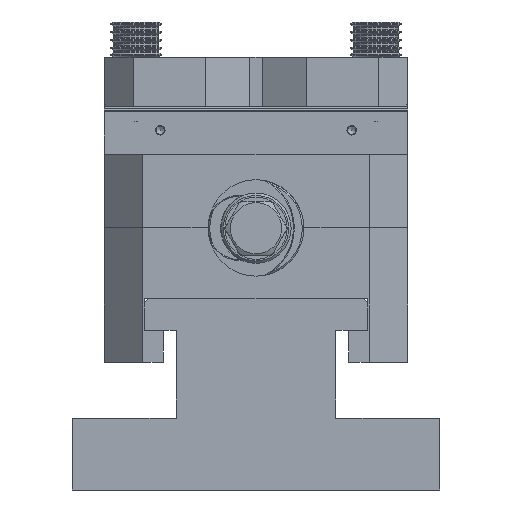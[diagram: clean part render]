
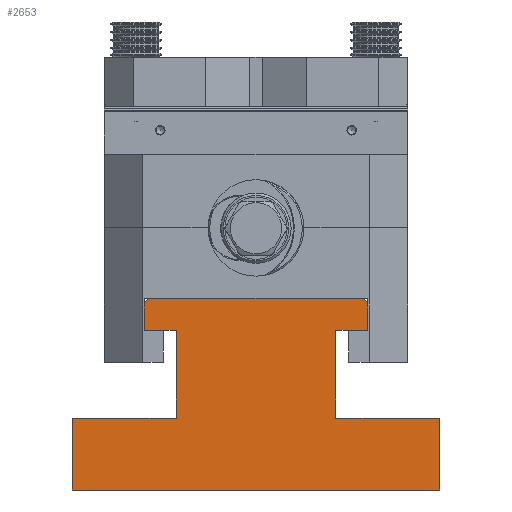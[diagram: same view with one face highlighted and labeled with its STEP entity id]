
A CAD part, left-side view. The second image highlights one B-rep face of the part: STEP entity #2653.
In plain terms, the highlighted planar face has unit normal (-1, 0, 0).
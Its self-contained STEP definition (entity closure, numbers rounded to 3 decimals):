
#2653=ADVANCED_FACE('',(#3834),#3493,.T.);
#3493=PLANE('',#12919);
#3834=FACE_OUTER_BOUND('',#4159,.T.);
#4159=EDGE_LOOP('',(#5584,#5585,#5586,#5587,#5588,#5589,#5590,#5591,#5592,
#5593,#5594,#5595,#5596,#5597));
#5584=ORIENTED_EDGE('',*,*,#9817,.T.);
#5585=ORIENTED_EDGE('',*,*,#9823,.T.);
#5586=ORIENTED_EDGE('',*,*,#9824,.F.);
#5587=ORIENTED_EDGE('',*,*,#9825,.T.);
#5588=ORIENTED_EDGE('',*,*,#9826,.T.);
#5589=ORIENTED_EDGE('',*,*,#9827,.T.);
#5590=ORIENTED_EDGE('',*,*,#9793,.F.);
#5591=ORIENTED_EDGE('',*,*,#9828,.T.);
#5592=ORIENTED_EDGE('',*,*,#9821,.T.);
#5593=ORIENTED_EDGE('',*,*,#9829,.F.);
#5594=ORIENTED_EDGE('',*,*,#9830,.F.);
#5595=ORIENTED_EDGE('',*,*,#9831,.F.);
#5596=ORIENTED_EDGE('',*,*,#9809,.T.);
#5597=ORIENTED_EDGE('',*,*,#9832,.T.);
#8568=VERTEX_POINT('',#18242);
#8569=VERTEX_POINT('',#18244);
#8584=VERTEX_POINT('',#18278);
#8585=VERTEX_POINT('',#18280);
#8592=VERTEX_POINT('',#18295);
#8593=VERTEX_POINT('',#18297);
#8596=VERTEX_POINT('',#18304);
#8597=VERTEX_POINT('',#18306);
#8598=VERTEX_POINT('',#18310);
#8599=VERTEX_POINT('',#18312);
#8600=VERTEX_POINT('',#18314);
#8601=VERTEX_POINT('',#18316);
#8602=VERTEX_POINT('',#18320);
#8603=VERTEX_POINT('',#18322);
#9793=EDGE_CURVE('',#8568,#8569,#11300,.T.);
#9809=EDGE_CURVE('',#8585,#8584,#11316,.T.);
#9817=EDGE_CURVE('',#8593,#8592,#11322,.T.);
#9821=EDGE_CURVE('',#8597,#8596,#11326,.T.);
#9823=EDGE_CURVE('',#8592,#8598,#11328,.T.);
#9824=EDGE_CURVE('',#8599,#8598,#11329,.T.);
#9825=EDGE_CURVE('',#8599,#8600,#11330,.T.);
#9826=EDGE_CURVE('',#8600,#8601,#11331,.T.);
#9827=EDGE_CURVE('',#8601,#8569,#11332,.T.);
#9828=EDGE_CURVE('',#8568,#8597,#11333,.T.);
#9829=EDGE_CURVE('',#8602,#8596,#11334,.T.);
#9830=EDGE_CURVE('',#8603,#8602,#11335,.T.);
#9831=EDGE_CURVE('',#8585,#8603,#11336,.T.);
#9832=EDGE_CURVE('',#8584,#8593,#11337,.T.);
#11300=LINE('',#18243,#12110);
#11316=LINE('',#18279,#12126);
#11322=LINE('',#18296,#12132);
#11326=LINE('',#18305,#12136);
#11328=LINE('',#18309,#12138);
#11329=LINE('',#18311,#12139);
#11330=LINE('',#18313,#12140);
#11331=LINE('',#18315,#12141);
#11332=LINE('',#18317,#12142);
#11333=LINE('',#18318,#12143);
#11334=LINE('',#18319,#12144);
#11335=LINE('',#18321,#12145);
#11336=LINE('',#18323,#12146);
#11337=LINE('',#18324,#12147);
#12110=VECTOR('',#14426,1.);
#12126=VECTOR('',#14450,1.);
#12132=VECTOR('',#14462,1.);
#12136=VECTOR('',#14468,1.);
#12138=VECTOR('',#14472,1.);
#12139=VECTOR('',#14473,1.);
#12140=VECTOR('',#14474,1.);
#12141=VECTOR('',#14475,1.);
#12142=VECTOR('',#14476,1.);
#12143=VECTOR('',#14477,1.);
#12144=VECTOR('',#14478,1.);
#12145=VECTOR('',#14479,1.);
#12146=VECTOR('',#14480,1.);
#12147=VECTOR('',#14481,1.);
#12919=AXIS2_PLACEMENT_3D('',#18325,#14482,#14483);
#14426=DIRECTION('',(0.,0.,1.));
#14450=DIRECTION('',(0.,0.,1.));
#14462=DIRECTION('',(0.,1.,0.));
#14468=DIRECTION('',(0.,0.,1.));
#14472=DIRECTION('',(0.,0.707,-0.707));
#14473=DIRECTION('',(0.,0.,1.));
#14474=DIRECTION('',(0.,-1.,0.));
#14475=DIRECTION('',(0.,0.,-1.));
#14476=DIRECTION('',(0.,1.,0.));
#14477=DIRECTION('',(0.,-1.,0.));
#14478=DIRECTION('',(0.,-1.,0.));
#14479=DIRECTION('',(0.,0.,-1.));
#14480=DIRECTION('',(0.,1.,0.));
#14481=DIRECTION('',(0.,0.707,0.707));
#14482=DIRECTION('',(-1.,0.,0.));
#14483=DIRECTION('',(0.,0.,1.));
#18242=CARTESIAN_POINT('',(164.778,95.,-5.6));
#18243=CARTESIAN_POINT('',(164.778,95.,-5.9));
#18244=CARTESIAN_POINT('',(164.778,95.,16.9));
#18278=CARTESIAN_POINT('',(164.778,2.5,53.));
#18279=CARTESIAN_POINT('',(164.778,2.5,-5.9));
#18280=CARTESIAN_POINT('',(164.778,2.5,44.4));
#18295=CARTESIAN_POINT('',(164.778,71.1,54.4));
#18296=CARTESIAN_POINT('',(164.778,37.5,54.4));
#18297=CARTESIAN_POINT('',(164.778,3.9,54.4));
#18304=CARTESIAN_POINT('',(164.778,-20.,16.9));
#18305=CARTESIAN_POINT('',(164.778,-20.,-5.9));
#18306=CARTESIAN_POINT('',(164.778,-20.,-5.6));
#18309=CARTESIAN_POINT('',(164.778,84.45,41.05));
#18310=CARTESIAN_POINT('',(164.778,72.5,53.));
#18311=CARTESIAN_POINT('',(164.778,72.5,-5.9));
#18312=CARTESIAN_POINT('',(164.778,72.5,44.4));
#18313=CARTESIAN_POINT('',(164.778,95.,44.4));
#18314=CARTESIAN_POINT('',(164.778,62.5,44.4));
#18315=CARTESIAN_POINT('',(164.778,62.5,-5.9));
#18316=CARTESIAN_POINT('',(164.778,62.5,16.9));
#18317=CARTESIAN_POINT('',(164.778,37.5,16.9));
#18318=CARTESIAN_POINT('',(164.778,37.5,-5.6));
#18319=CARTESIAN_POINT('',(164.778,37.5,16.9));
#18320=CARTESIAN_POINT('',(164.778,12.5,16.9));
#18321=CARTESIAN_POINT('',(164.778,12.5,-5.9));
#18322=CARTESIAN_POINT('',(164.778,12.5,44.4));
#18323=CARTESIAN_POINT('',(164.778,37.5,44.4));
#18324=CARTESIAN_POINT('',(164.778,-9.45,41.05));
#18325=CARTESIAN_POINT('',(164.778,37.5,-5.9));
